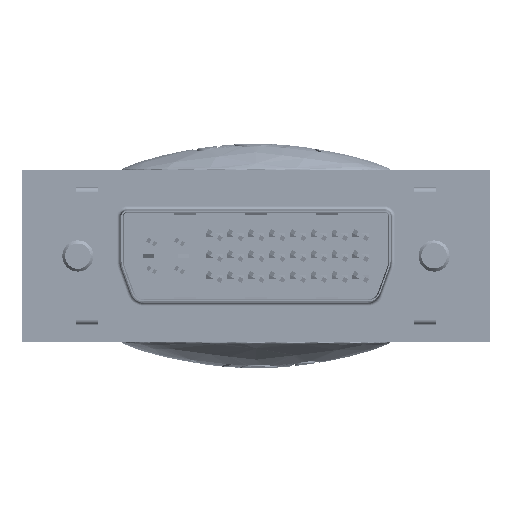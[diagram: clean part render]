
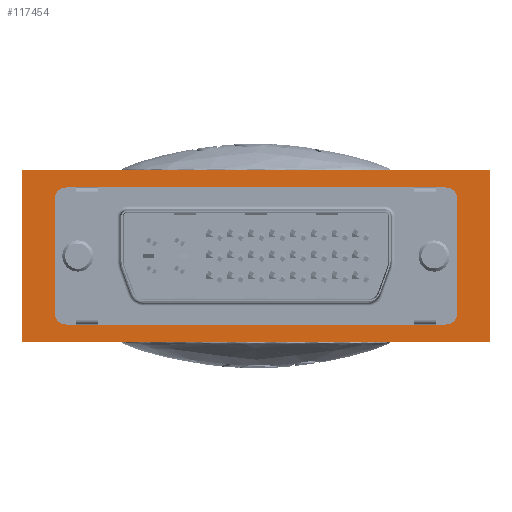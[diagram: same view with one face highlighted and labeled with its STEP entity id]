
A CAD part, front view. The second image highlights one B-rep face of the part: STEP entity #117454.
In plain terms, the highlighted planar face has unit normal (0, -1, 0).
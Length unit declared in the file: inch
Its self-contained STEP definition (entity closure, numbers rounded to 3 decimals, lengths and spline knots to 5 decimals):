
#1926 = DIRECTION ( 'NONE',  ( 0., 0., 1. ) ) ;
#1929 = CARTESIAN_POINT ( 'NONE',  ( -0.84055, -0.35138, -0.30906 ) ) ;
#2438 = CARTESIAN_POINT ( 'NONE',  ( -0.84055, -0.35138, 0.30906 ) ) ;
#4807 = EDGE_CURVE ( 'NONE', #126447, #49457, #70834, .T. ) ;
#4984 = DIRECTION ( 'NONE',  ( 0., 1., 0. ) ) ;
#5589 = VECTOR ( 'NONE', #77010, 39.37008 ) ;
#7653 = VECTOR ( 'NONE', #40882, 39.37008 ) ;
#9495 = VECTOR ( 'NONE', #101413, 39.37008 ) ;
#10951 = ORIENTED_EDGE ( 'NONE', *, *, #63112, .F. ) ;
#12408 = PLANE ( 'NONE',  #53886 ) ;
#13087 = ORIENTED_EDGE ( 'NONE', *, *, #114638, .F. ) ;
#13371 = LINE ( 'NONE', #54182, #112620 ) ;
#14252 = DIRECTION ( 'NONE',  ( 0., 0., 1. ) ) ;
#14320 = CARTESIAN_POINT ( 'NONE',  ( -0.72244, -0.35138, -0.20669 ) ) ;
#14633 = VECTOR ( 'NONE', #86024, 39.37008 ) ;
#15551 = EDGE_CURVE ( 'NONE', #120086, #122725, #91496, .T. ) ;
#17447 = CARTESIAN_POINT ( 'NONE',  ( 0.84055, -0.35138, 0.30906 ) ) ;
#20461 = CARTESIAN_POINT ( 'NONE',  ( -0.72244, -0.35138, -0.24606 ) ) ;
#20992 = AXIS2_PLACEMENT_3D ( 'NONE', #23354, #76523, #14252 ) ;
#23354 = CARTESIAN_POINT ( 'NONE',  ( -0.68307, -0.35138, 0.20669 ) ) ;
#25185 = AXIS2_PLACEMENT_3D ( 'NONE', #25913, #4984, #46375 ) ;
#25913 = CARTESIAN_POINT ( 'NONE',  ( 0.68307, -0.35138, -0.20669 ) ) ;
#27298 = AXIS2_PLACEMENT_3D ( 'NONE', #91684, #50724, #103080 ) ;
#28702 = VECTOR ( 'NONE', #122403, 39.37008 ) ;
#30101 = FACE_OUTER_BOUND ( 'NONE', #32155, .T. ) ;
#30994 = ORIENTED_EDGE ( 'NONE', *, *, #80787, .F. ) ;
#31382 = CARTESIAN_POINT ( 'NONE',  ( -0.84055, -0.35138, -0.30906 ) ) ;
#32155 = EDGE_LOOP ( 'NONE', ( #43788, #58596, #121149, #113799 ) ) ;
#34474 = VERTEX_POINT ( 'NONE', #64508 ) ;
#34728 = VERTEX_POINT ( 'NONE', #81690 ) ;
#36576 = VERTEX_POINT ( 'NONE', #37705 ) ;
#37039 = EDGE_CURVE ( 'NONE', #34728, #118847, #120457, .T. ) ;
#37705 = CARTESIAN_POINT ( 'NONE',  ( -0.68307, -0.35138, 0.24606 ) ) ;
#37718 = VERTEX_POINT ( 'NONE', #51552 ) ;
#38322 = CARTESIAN_POINT ( 'NONE',  ( -0.84055, -0.35138, 0.30906 ) ) ;
#38536 = ORIENTED_EDGE ( 'NONE', *, *, #127616, .F. ) ;
#38541 = LINE ( 'NONE', #20461, #7653 ) ;
#40882 = DIRECTION ( 'NONE',  ( 0., 0., -1. ) ) ;
#41238 = EDGE_CURVE ( 'NONE', #37718, #36576, #98847, .T. ) ;
#42830 = CARTESIAN_POINT ( 'NONE',  ( -0.84055, -0.35138, 0.30906 ) ) ;
#43299 = EDGE_LOOP ( 'NONE', ( #10951, #69143, #13087, #126296, #38536, #116352, #30994, #53417 ) ) ;
#43788 = ORIENTED_EDGE ( 'NONE', *, *, #58469, .T. ) ;
#45792 = EDGE_CURVE ( 'NONE', #49457, #34474, #99535, .T. ) ;
#46375 = DIRECTION ( 'NONE',  ( 0., 0., 1. ) ) ;
#49457 = VERTEX_POINT ( 'NONE', #90969 ) ;
#50724 = DIRECTION ( 'NONE',  ( 0., 1., 0. ) ) ;
#51552 = CARTESIAN_POINT ( 'NONE',  ( -0.72244, -0.35138, 0.20669 ) ) ;
#53417 = ORIENTED_EDGE ( 'NONE', *, *, #41238, .T. ) ;
#53886 = AXIS2_PLACEMENT_3D ( 'NONE', #42830, #104235, #1926 ) ;
#54182 = CARTESIAN_POINT ( 'NONE',  ( 0.72244, -0.35138, -0.24606 ) ) ;
#58469 = EDGE_CURVE ( 'NONE', #125609, #34474, #102467, .T. ) ;
#58596 = ORIENTED_EDGE ( 'NONE', *, *, #45792, .F. ) ;
#60407 = CARTESIAN_POINT ( 'NONE',  ( -0.72244, -0.35138, -0.24606 ) ) ;
#63112 = EDGE_CURVE ( 'NONE', #94491, #36576, #92323, .T. ) ;
#64508 = CARTESIAN_POINT ( 'NONE',  ( 0.84055, -0.35138, -0.30906 ) ) ;
#64787 = LINE ( 'NONE', #60407, #9495 ) ;
#64814 = VERTEX_POINT ( 'NONE', #77221 ) ;
#67269 = DIRECTION ( 'NONE',  ( 0., 1., 0. ) ) ;
#69143 = ORIENTED_EDGE ( 'NONE', *, *, #104478, .T. ) ;
#70834 = LINE ( 'NONE', #108372, #5589 ) ;
#72413 = EDGE_CURVE ( 'NONE', #126447, #125609, #84007, .T. ) ;
#75105 = DIRECTION ( 'NONE',  ( 0., 0., 1. ) ) ;
#76523 = DIRECTION ( 'NONE',  ( 0., 1., 0. ) ) ;
#77010 = DIRECTION ( 'NONE',  ( 1., 0., 0. ) ) ;
#77221 = CARTESIAN_POINT ( 'NONE',  ( 0.72244, -0.35138, 0.20669 ) ) ;
#80787 = EDGE_CURVE ( 'NONE', #37718, #118847, #38541, .T. ) ;
#81690 = CARTESIAN_POINT ( 'NONE',  ( -0.68307, -0.35138, -0.24606 ) ) ;
#84007 = LINE ( 'NONE', #38322, #28702 ) ;
#86024 = DIRECTION ( 'NONE',  ( 1., 0., 0. ) ) ;
#87745 = CARTESIAN_POINT ( 'NONE',  ( 0.68307, -0.35138, 0.20669 ) ) ;
#88190 = DIRECTION ( 'NONE',  ( 0., 0., 1. ) ) ;
#90641 = AXIS2_PLACEMENT_3D ( 'NONE', #87745, #67269, #88190 ) ;
#90969 = CARTESIAN_POINT ( 'NONE',  ( 0.84055, -0.35138, 0.30906 ) ) ;
#91496 = CIRCLE ( 'NONE', #25185, 0.03937 ) ;
#91684 = CARTESIAN_POINT ( 'NONE',  ( -0.68307, -0.35138, -0.20669 ) ) ;
#92323 = LINE ( 'NONE', #118071, #116718 ) ;
#94491 = VERTEX_POINT ( 'NONE', #102516 ) ;
#98509 = FACE_BOUND ( 'NONE', #43299, .T. ) ;
#98847 = CIRCLE ( 'NONE', #20992, 0.03937 ) ;
#99535 = LINE ( 'NONE', #17447, #114082 ) ;
#101413 = DIRECTION ( 'NONE',  ( 1., 0., 0. ) ) ;
#102467 = LINE ( 'NONE', #1929, #14633 ) ;
#102516 = CARTESIAN_POINT ( 'NONE',  ( 0.68307, -0.35138, 0.24606 ) ) ;
#103080 = DIRECTION ( 'NONE',  ( 0., 0., 1. ) ) ;
#104235 = DIRECTION ( 'NONE',  ( 0., 1., 0. ) ) ;
#104478 = EDGE_CURVE ( 'NONE', #94491, #64814, #115267, .T. ) ;
#107549 = CARTESIAN_POINT ( 'NONE',  ( 0.68307, -0.35138, -0.24606 ) ) ;
#108372 = CARTESIAN_POINT ( 'NONE',  ( -0.84055, -0.35138, 0.30906 ) ) ;
#112620 = VECTOR ( 'NONE', #75105, 39.37008 ) ;
#113799 = ORIENTED_EDGE ( 'NONE', *, *, #72413, .T. ) ;
#114082 = VECTOR ( 'NONE', #131583, 39.37008 ) ;
#114638 = EDGE_CURVE ( 'NONE', #120086, #64814, #13371, .T. ) ;
#115155 = CARTESIAN_POINT ( 'NONE',  ( 0.72244, -0.35138, -0.20669 ) ) ;
#115267 = CIRCLE ( 'NONE', #90641, 0.03937 ) ;
#116352 = ORIENTED_EDGE ( 'NONE', *, *, #37039, .T. ) ;
#116708 = DIRECTION ( 'NONE',  ( -1., 0., 0. ) ) ;
#116718 = VECTOR ( 'NONE', #116708, 39.37008 ) ;
#117454 = ADVANCED_FACE ( 'NONE', ( #98509, #30101 ), #12408, .F. ) ;
#118071 = CARTESIAN_POINT ( 'NONE',  ( -0.72244, -0.35138, 0.24606 ) ) ;
#118847 = VERTEX_POINT ( 'NONE', #14320 ) ;
#120086 = VERTEX_POINT ( 'NONE', #115155 ) ;
#120457 = CIRCLE ( 'NONE', #27298, 0.03937 ) ;
#121149 = ORIENTED_EDGE ( 'NONE', *, *, #4807, .F. ) ;
#122403 = DIRECTION ( 'NONE',  ( 0., 0., -1. ) ) ;
#122725 = VERTEX_POINT ( 'NONE', #107549 ) ;
#125609 = VERTEX_POINT ( 'NONE', #31382 ) ;
#126296 = ORIENTED_EDGE ( 'NONE', *, *, #15551, .T. ) ;
#126447 = VERTEX_POINT ( 'NONE', #2438 ) ;
#127616 = EDGE_CURVE ( 'NONE', #34728, #122725, #64787, .T. ) ;
#131583 = DIRECTION ( 'NONE',  ( 0., 0., -1. ) ) ;
